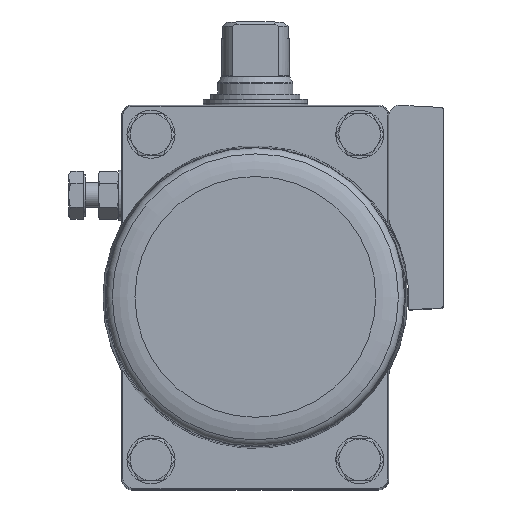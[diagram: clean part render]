
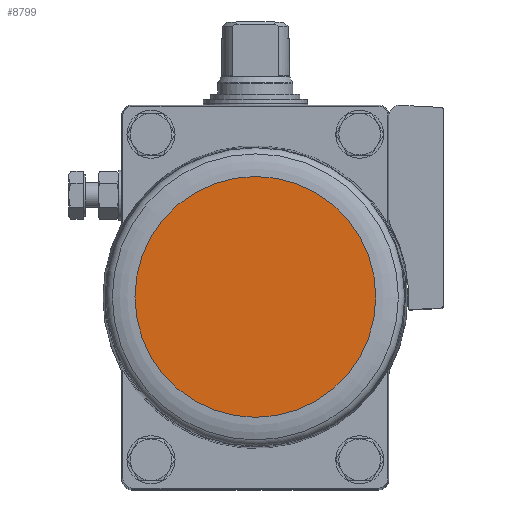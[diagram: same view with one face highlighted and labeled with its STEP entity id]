
A CAD part, top view. The second image highlights one B-rep face of the part: STEP entity #8799.
In plain terms, the highlighted planar face has unit normal (0, 0, 1).
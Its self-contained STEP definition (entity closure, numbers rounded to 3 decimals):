
#3075=ORIENTED_EDGE('',*,*,#4815,.T.);
#4815=EDGE_CURVE('',#5813,#5813,#6397,.T.);
#5813=VERTEX_POINT('',#14683);
#6397=CIRCLE('',#9709,28.85);
#7051=EDGE_LOOP('',(#3075));
#7839=FACE_BOUND('',#7051,.T.);
#8330=PLANE('',#9710);
#8799=ADVANCED_FACE('',(#7839),#8330,.F.);
#9709=AXIS2_PLACEMENT_3D('',#14682,#11699,#11700);
#9710=AXIS2_PLACEMENT_3D('',#14684,#11701,#11702);
#11699=DIRECTION('',(0.,0.,1.));
#11700=DIRECTION('',(1.,0.,0.));
#11701=DIRECTION('',(0.,0.,-1.));
#11702=DIRECTION('',(-1.,0.,0.));
#14682=CARTESIAN_POINT('',(0.,0.,85.2));
#14683=CARTESIAN_POINT('',(28.85,0.,85.2));
#14684=CARTESIAN_POINT('',(28.85,0.,85.2));
